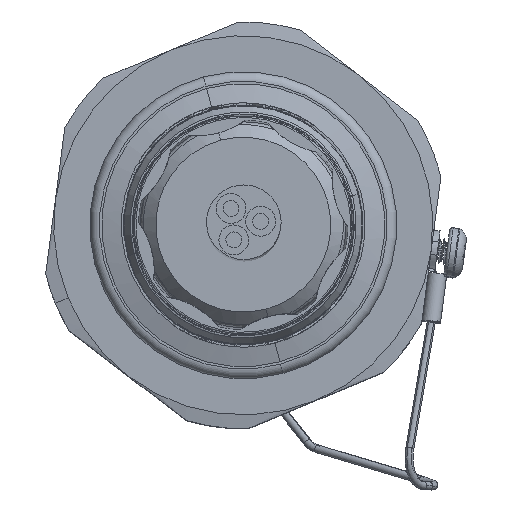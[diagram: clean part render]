
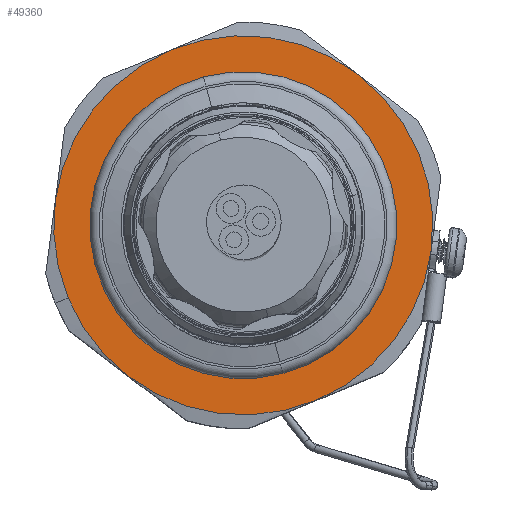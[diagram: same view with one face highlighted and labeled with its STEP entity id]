
A CAD part, top view. The second image highlights one B-rep face of the part: STEP entity #49360.
In plain terms, the highlighted planar face has unit normal (0, 0, 1).
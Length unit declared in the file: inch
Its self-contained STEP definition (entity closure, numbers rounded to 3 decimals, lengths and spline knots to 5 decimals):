
#163 = CIRCLE ( 'NONE', #17790, 1.219 ) ;
#875 = DIRECTION ( 'NONE',  ( -0.924, -0.383, 0. ) ) ;
#1438 = PLANE ( 'NONE',  #1843 ) ;
#1843 = AXIS2_PLACEMENT_3D ( 'NONE', #13675, #16700, #47349 ) ;
#3871 = EDGE_CURVE ( 'NONE', #38108, #49037, #26258, .T. ) ;
#4378 = DIRECTION ( 'NONE',  ( -0.924, -0.383, 0. ) ) ;
#4622 = DIRECTION ( 'NONE',  ( 0., 0., 1. ) ) ;
#4955 = AXIS2_PLACEMENT_3D ( 'NONE', #46124, #22544, #37806 ) ;
#5176 = EDGE_CURVE ( 'NONE', #43472, #38108, #13918, .T. ) ;
#5185 = ORIENTED_EDGE ( 'NONE', *, *, #11274, .T. ) ;
#7398 = AXIS2_PLACEMENT_3D ( 'NONE', #13131, #31683, #875 ) ;
#8838 = AXIS2_PLACEMENT_3D ( 'NONE', #24584, #16799, #43385 ) ;
#9188 = CARTESIAN_POINT ( 'NONE',  ( -1.27441, 2.02199, 1.05043 ) ) ;
#10889 = VERTEX_POINT ( 'NONE', #14180 ) ;
#11274 = EDGE_CURVE ( 'NONE', #49037, #25018, #41529, .T. ) ;
#13131 = CARTESIAN_POINT ( 'NONE',  ( -0.06578, 1.86335, 1.05043 ) ) ;
#13675 = CARTESIAN_POINT ( 'NONE',  ( 0.98279, 1.86377, 1.05043 ) ) ;
#13918 = CIRCLE ( 'NONE', #20360, 1.219 ) ;
#14180 = CARTESIAN_POINT ( 'NONE',  ( -1.1918, 1.39642, 1.05043 ) ) ;
#14202 = DIRECTION ( 'NONE',  ( 0., 0., 1. ) ) ;
#14234 = CARTESIAN_POINT ( 'NONE',  ( 1.14286, 1.70472, 1.05043 ) ) ;
#14382 = EDGE_CURVE ( 'NONE', #23013, #10889, #163, .T. ) ;
#14419 = EDGE_CURVE ( 'NONE', #18725, #23013, #40969, .T. ) ;
#14907 = DIRECTION ( 'NONE',  ( 0., 0., 1. ) ) ;
#15131 = CARTESIAN_POINT ( 'NONE',  ( -0.06578, 1.86335, 1.05043 ) ) ;
#16700 = DIRECTION ( 'NONE',  ( 0., 0., 1. ) ) ;
#16799 = DIRECTION ( 'NONE',  ( 0., 0., 1. ) ) ;
#17790 = AXIS2_PLACEMENT_3D ( 'NONE', #26228, #14907, #26468 ) ;
#18725 = VERTEX_POINT ( 'NONE', #25505 ) ;
#20360 = AXIS2_PLACEMENT_3D ( 'NONE', #15131, #4622, #4378 ) ;
#22544 = DIRECTION ( 'NONE',  ( 0., 0., 1. ) ) ;
#23013 = VERTEX_POINT ( 'NONE', #9188 ) ;
#24176 = CIRCLE ( 'NONE', #4955, 1.219 ) ;
#24310 = DIRECTION ( 'NONE',  ( 0., 0., 1. ) ) ;
#24584 = CARTESIAN_POINT ( 'NONE',  ( -0.06578, 1.86335, 1.05043 ) ) ;
#25018 = VERTEX_POINT ( 'NONE', #28833 ) ;
#25274 = CARTESIAN_POINT ( 'NONE',  ( -0.80747, 0.89596, 1.05043 ) ) ;
#25505 = CARTESIAN_POINT ( 'NONE',  ( -0.53271, 2.98938, 1.05043 ) ) ;
#26228 = CARTESIAN_POINT ( 'NONE',  ( -0.06578, 1.86335, 1.05043 ) ) ;
#26258 = CIRCLE ( 'NONE', #44651, 1.219 ) ;
#26468 = DIRECTION ( 'NONE',  ( -0.924, -0.383, 0. ) ) ;
#28833 = CARTESIAN_POINT ( 'NONE',  ( 0.67592, 2.83074, 1.05043 ) ) ;
#28935 = ORIENTED_EDGE ( 'NONE', *, *, #41401, .T. ) ;
#30397 = CIRCLE ( 'NONE', #8838, 1.219 ) ;
#30691 = CARTESIAN_POINT ( 'NONE',  ( 0.40116, 0.73733, 1.05043 ) ) ;
#31300 = ORIENTED_EDGE ( 'NONE', *, *, #36799, .T. ) ;
#31683 = DIRECTION ( 'NONE',  ( 0., 0., 1. ) ) ;
#32187 = EDGE_LOOP ( 'NONE', ( #35915, #31300, #43948, #37722, #5185, #28935, #41911 ) ) ;
#35915 = ORIENTED_EDGE ( 'NONE', *, *, #14382, .T. ) ;
#36570 = CARTESIAN_POINT ( 'NONE',  ( -0.06578, 1.86335, 1.05043 ) ) ;
#36799 = EDGE_CURVE ( 'NONE', #10889, #43472, #24176, .T. ) ;
#37513 = DIRECTION ( 'NONE',  ( -0.924, -0.383, 0. ) ) ;
#37722 = ORIENTED_EDGE ( 'NONE', *, *, #3871, .T. ) ;
#37806 = DIRECTION ( 'NONE',  ( -0.924, -0.383, 0. ) ) ;
#38108 = VERTEX_POINT ( 'NONE', #30691 ) ;
#39554 = DIRECTION ( 'NONE',  ( -0.924, -0.383, 0. ) ) ;
#40491 = FACE_OUTER_BOUND ( 'NONE', #32187, .T. ) ;
#40776 = CARTESIAN_POINT ( 'NONE',  ( -0.06578, 1.86335, 1.05043 ) ) ;
#40969 = CIRCLE ( 'NONE', #7398, 1.219 ) ;
#41401 = EDGE_CURVE ( 'NONE', #25018, #18725, #30397, .T. ) ;
#41529 = CIRCLE ( 'NONE', #47988, 1.219 ) ;
#41911 = ORIENTED_EDGE ( 'NONE', *, *, #14419, .T. ) ;
#43385 = DIRECTION ( 'NONE',  ( -0.924, -0.383, 0. ) ) ;
#43472 = VERTEX_POINT ( 'NONE', #25274 ) ;
#43948 = ORIENTED_EDGE ( 'NONE', *, *, #5176, .T. ) ;
#44651 = AXIS2_PLACEMENT_3D ( 'NONE', #40776, #14202, #37513 ) ;
#46124 = CARTESIAN_POINT ( 'NONE',  ( -0.06578, 1.86335, 1.05043 ) ) ;
#47349 = DIRECTION ( 'NONE',  ( -0.924, -0.383, 0. ) ) ;
#47988 = AXIS2_PLACEMENT_3D ( 'NONE', #36570, #24310, #39554 ) ;
#49037 = VERTEX_POINT ( 'NONE', #14234 ) ;
#49360 = ADVANCED_FACE ( 'NONE', ( #40491 ), #1438, .T. ) ;
